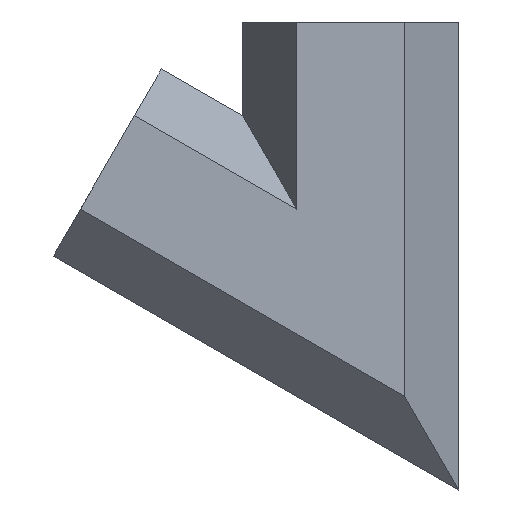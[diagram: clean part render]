
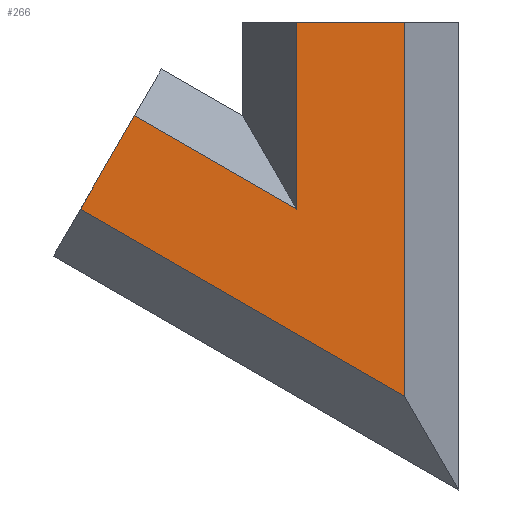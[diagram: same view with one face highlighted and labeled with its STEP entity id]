
A CAD part, top view. The second image highlights one B-rep face of the part: STEP entity #266.
In plain terms, the highlighted planar face has unit normal (0, 0, 1).
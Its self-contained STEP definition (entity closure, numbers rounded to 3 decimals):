
#27=PLANE('',#299);
#41=FACE_OUTER_BOUND('',#56,.T.);
#56=EDGE_LOOP('',(#239,#240,#241,#242,#243,#244));
#65=LINE('',#390,#95);
#72=LINE('',#405,#102);
#74=LINE('',#410,#104);
#82=LINE('',#424,#112);
#89=LINE('',#440,#119);
#90=LINE('',#442,#120);
#95=VECTOR('',#319,10.);
#102=VECTOR('',#332,10.);
#104=VECTOR('',#336,10.);
#112=VECTOR('',#348,10.);
#119=VECTOR('',#365,10.);
#120=VECTOR('',#368,10.);
#129=VERTEX_POINT('',#384);
#131=VERTEX_POINT('',#388);
#136=VERTEX_POINT('',#404);
#137=VERTEX_POINT('',#408);
#138=VERTEX_POINT('',#409);
#146=VERTEX_POINT('',#438);
#155=EDGE_CURVE('',#129,#131,#65,.T.);
#162=EDGE_CURVE('',#136,#129,#72,.T.);
#164=EDGE_CURVE('',#137,#138,#74,.T.);
#172=EDGE_CURVE('',#137,#131,#82,.T.);
#180=EDGE_CURVE('',#138,#146,#89,.T.);
#181=EDGE_CURVE('',#136,#146,#90,.T.);
#239=ORIENTED_EDGE('',*,*,#180,.T.);
#240=ORIENTED_EDGE('',*,*,#181,.F.);
#241=ORIENTED_EDGE('',*,*,#162,.T.);
#242=ORIENTED_EDGE('',*,*,#155,.T.);
#243=ORIENTED_EDGE('',*,*,#172,.F.);
#244=ORIENTED_EDGE('',*,*,#164,.T.);
#266=ADVANCED_FACE('',(#41),#27,.T.);
#299=AXIS2_PLACEMENT_3D('',#441,#366,#367);
#319=DIRECTION('',(-0.866,0.5,0.));
#332=DIRECTION('',(0.,-1.,0.));
#336=DIRECTION('',(0.866,-0.5,0.));
#348=DIRECTION('',(0.5,0.866,0.));
#365=DIRECTION('',(0.,1.,0.));
#366=DIRECTION('center_axis',(0.,0.,1.));
#367=DIRECTION('ref_axis',(1.,0.,0.));
#368=DIRECTION('',(1.,0.,0.));
#384=CARTESIAN_POINT('',(24.226,10.,10.));
#388=CARTESIAN_POINT('',(6.906,20.,10.));
#390=CARTESIAN_POINT('',(24.226,10.,10.));
#404=CARTESIAN_POINT('',(24.226,30.,10.));
#405=CARTESIAN_POINT('',(24.226,28.,10.));
#408=CARTESIAN_POINT('',(1.132,10.,10.));
#409=CARTESIAN_POINT('',(35.774,-10.,10.));
#410=CARTESIAN_POINT('',(27.113,-5.,10.));
#424=CARTESIAN_POINT('',(6.906,20.,10.));
#438=CARTESIAN_POINT('',(35.774,30.,10.));
#440=CARTESIAN_POINT('',(35.774,28.,10.));
#441=CARTESIAN_POINT('Origin',(24.226,28.,10.));
#442=CARTESIAN_POINT('',(24.226,30.,10.));
